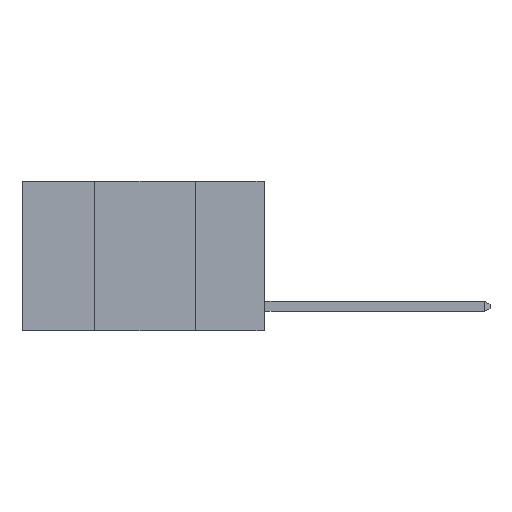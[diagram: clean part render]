
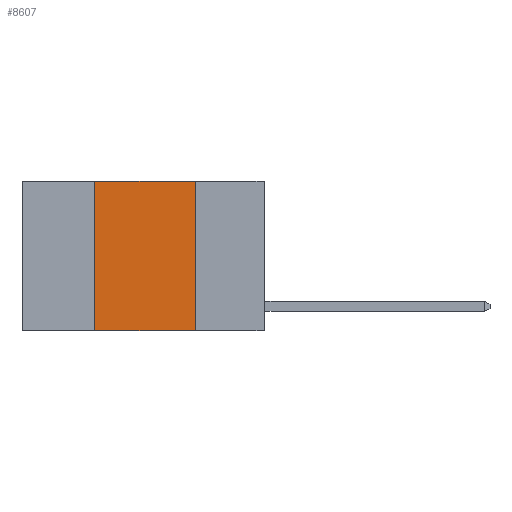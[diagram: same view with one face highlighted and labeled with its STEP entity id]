
A CAD part, left-side view. The second image highlights one B-rep face of the part: STEP entity #8607.
In plain terms, the highlighted planar face has unit normal (-1, 0, 0).
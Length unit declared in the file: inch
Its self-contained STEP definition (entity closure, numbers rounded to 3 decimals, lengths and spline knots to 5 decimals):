
#301 = VECTOR ( 'NONE', #1570, 39.37008 ) ;
#941 = LINE ( 'NONE', #11314, #3146 ) ;
#975 = CARTESIAN_POINT ( 'NONE',  ( 0., 0.6, 0. ) ) ;
#1262 = EDGE_CURVE ( 'NONE', #7885, #5791, #2793, .T. ) ;
#1570 = DIRECTION ( 'NONE',  ( 0., -1., 0. ) ) ;
#1690 = CARTESIAN_POINT ( 'NONE',  ( 0., 0.42, 0. ) ) ;
#1917 = DIRECTION ( 'NONE',  ( 0., 0., -1. ) ) ;
#2231 = VERTEX_POINT ( 'NONE', #6637 ) ;
#2341 = CARTESIAN_POINT ( 'NONE',  ( 0., 0.42, -0.37 ) ) ;
#2682 = ORIENTED_EDGE ( 'NONE', *, *, #8557, .F. ) ;
#2749 = DIRECTION ( 'NONE',  ( 0., 0., 1. ) ) ;
#2793 = LINE ( 'NONE', #7998, #301 ) ;
#3146 = VECTOR ( 'NONE', #7725, 39.37008 ) ;
#3181 = DIRECTION ( 'NONE',  ( 0., 0., -1. ) ) ;
#4019 = EDGE_LOOP ( 'NONE', ( #4111, #11235, #2682, #5110 ) ) ;
#4111 = ORIENTED_EDGE ( 'NONE', *, *, #7007, .F. ) ;
#4332 = AXIS2_PLACEMENT_3D ( 'NONE', #975, #7412, #1917 ) ;
#4341 = LINE ( 'NONE', #5038, #8927 ) ;
#4711 = FACE_OUTER_BOUND ( 'NONE', #4019, .T. ) ;
#5002 = VECTOR ( 'NONE', #2749, 39.37008 ) ;
#5038 = CARTESIAN_POINT ( 'NONE',  ( 0., 0.17, 0. ) ) ;
#5110 = ORIENTED_EDGE ( 'NONE', *, *, #5190, .T. ) ;
#5190 = EDGE_CURVE ( 'NONE', #10363, #2231, #941, .T. ) ;
#5791 = VERTEX_POINT ( 'NONE', #10320 ) ;
#6489 = PLANE ( 'NONE',  #4332 ) ;
#6637 = CARTESIAN_POINT ( 'NONE',  ( 0., 0.17, -0.37 ) ) ;
#7007 = EDGE_CURVE ( 'NONE', #5791, #2231, #4341, .T. ) ;
#7412 = DIRECTION ( 'NONE',  ( 1., 0., 0. ) ) ;
#7725 = DIRECTION ( 'NONE',  ( 0., -1., 0. ) ) ;
#7885 = VERTEX_POINT ( 'NONE', #1690 ) ;
#7998 = CARTESIAN_POINT ( 'NONE',  ( 0., 0.6, 0. ) ) ;
#8557 = EDGE_CURVE ( 'NONE', #10363, #7885, #10147, .T. ) ;
#8607 = ADVANCED_FACE ( 'NONE', ( #4711 ), #6489, .F. ) ;
#8927 = VECTOR ( 'NONE', #3181, 39.37008 ) ;
#10147 = LINE ( 'NONE', #11840, #5002 ) ;
#10320 = CARTESIAN_POINT ( 'NONE',  ( 0., 0.17, 0. ) ) ;
#10363 = VERTEX_POINT ( 'NONE', #2341 ) ;
#11235 = ORIENTED_EDGE ( 'NONE', *, *, #1262, .F. ) ;
#11314 = CARTESIAN_POINT ( 'NONE',  ( 0., 0.6, -0.37 ) ) ;
#11840 = CARTESIAN_POINT ( 'NONE',  ( 0., 0.42, 0. ) ) ;
